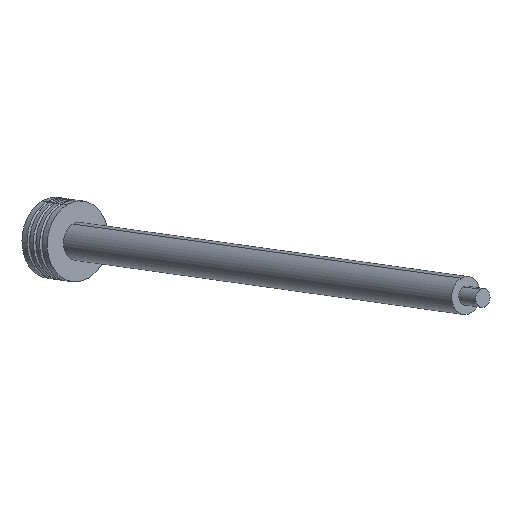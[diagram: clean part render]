
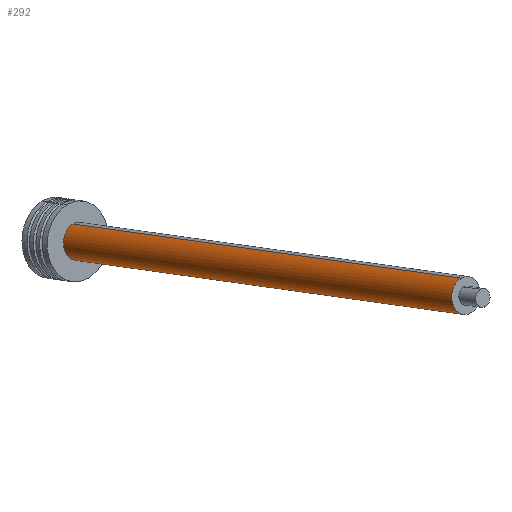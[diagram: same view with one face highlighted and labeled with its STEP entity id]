
A CAD part, isometric view. The second image highlights one B-rep face of the part: STEP entity #292.
In plain terms, the highlighted cylindrical face has radius 19.05 mm (diameter 38.1 mm), a partial arc.
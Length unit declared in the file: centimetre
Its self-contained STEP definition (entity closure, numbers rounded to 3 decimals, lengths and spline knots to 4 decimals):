
#72 = LINE ( 'NONE', #398, #215 ) ;
#75 = EDGE_LOOP ( 'NONE', ( #589, #883, #251, #528 ) ) ;
#83 = AXIS2_PLACEMENT_3D ( 'NONE', #953, #966, #473 ) ;
#206 = EDGE_CURVE ( 'NONE', #327, #896, #972, .T. ) ;
#215 = VECTOR ( 'NONE', #956, 100. ) ;
#230 = CIRCLE ( 'NONE', #746, 1.905 ) ;
#236 = EDGE_CURVE ( 'NONE', #770, #896, #72, .T. ) ;
#251 = ORIENTED_EDGE ( 'NONE', *, *, #435, .T. ) ;
#292 = ADVANCED_FACE ( 'NONE', ( #294 ), #1025, .T. ) ;
#294 = FACE_OUTER_BOUND ( 'NONE', #75, .T. ) ;
#300 = CARTESIAN_POINT ( 'NONE',  ( -16.8275, 84.8568, 48.5855 ) ) ;
#314 = CARTESIAN_POINT ( 'NONE',  ( -16.8275, 31.1785, 72.3174 ) ) ;
#327 = VERTEX_POINT ( 'NONE', #300 ) ;
#375 = DIRECTION ( 'NONE',  ( 0., -0.886, 0.463 ) ) ;
#378 = VERTEX_POINT ( 'NONE', #805 ) ;
#398 = CARTESIAN_POINT ( 'NONE',  ( -16.8275, 38.063, 68.7224 ) ) ;
#404 = VECTOR ( 'NONE', #761, 100. ) ;
#435 = EDGE_CURVE ( 'NONE', #378, #327, #644, .T. ) ;
#436 = AXIS2_PLACEMENT_3D ( 'NONE', #460, #870, #865 ) ;
#460 = CARTESIAN_POINT ( 'NONE',  ( -16.8275, 38.9447, 70.411 ) ) ;
#464 = EDGE_CURVE ( 'NONE', #378, #770, #230, .T. ) ;
#473 = DIRECTION ( 'NONE',  ( 0., -0.463, -0.886 ) ) ;
#528 = ORIENTED_EDGE ( 'NONE', *, *, #206, .T. ) ;
#589 = ORIENTED_EDGE ( 'NONE', *, *, #236, .F. ) ;
#603 = DIRECTION ( 'NONE',  ( 0., -0.463, -0.886 ) ) ;
#644 = LINE ( 'NONE', #671, #404 ) ;
#659 = CARTESIAN_POINT ( 'NONE',  ( -16.8275, 83.0932, 45.2083 ) ) ;
#671 = CARTESIAN_POINT ( 'NONE',  ( -16.8275, 39.8265, 72.0997 ) ) ;
#746 = AXIS2_PLACEMENT_3D ( 'NONE', #1016, #375, #603 ) ;
#761 = DIRECTION ( 'NONE',  ( 0., 0.886, -0.463 ) ) ;
#770 = VERTEX_POINT ( 'NONE', #314 ) ;
#805 = CARTESIAN_POINT ( 'NONE',  ( -16.8275, 32.9421, 75.6947 ) ) ;
#865 = DIRECTION ( 'NONE',  ( 0., 0.463, 0.886 ) ) ;
#870 = DIRECTION ( 'NONE',  ( 0., 0.886, -0.463 ) ) ;
#883 = ORIENTED_EDGE ( 'NONE', *, *, #464, .F. ) ;
#896 = VERTEX_POINT ( 'NONE', #659 ) ;
#953 = CARTESIAN_POINT ( 'NONE',  ( -16.8275, 83.975, 46.8969 ) ) ;
#956 = DIRECTION ( 'NONE',  ( 0., 0.886, -0.463 ) ) ;
#966 = DIRECTION ( 'NONE',  ( 0., -0.886, 0.463 ) ) ;
#972 = CIRCLE ( 'NONE', #83, 1.905 ) ;
#1016 = CARTESIAN_POINT ( 'NONE',  ( -16.8275, 32.0603, 74.006 ) ) ;
#1025 = CYLINDRICAL_SURFACE ( 'NONE', #436, 1.905 ) ;
